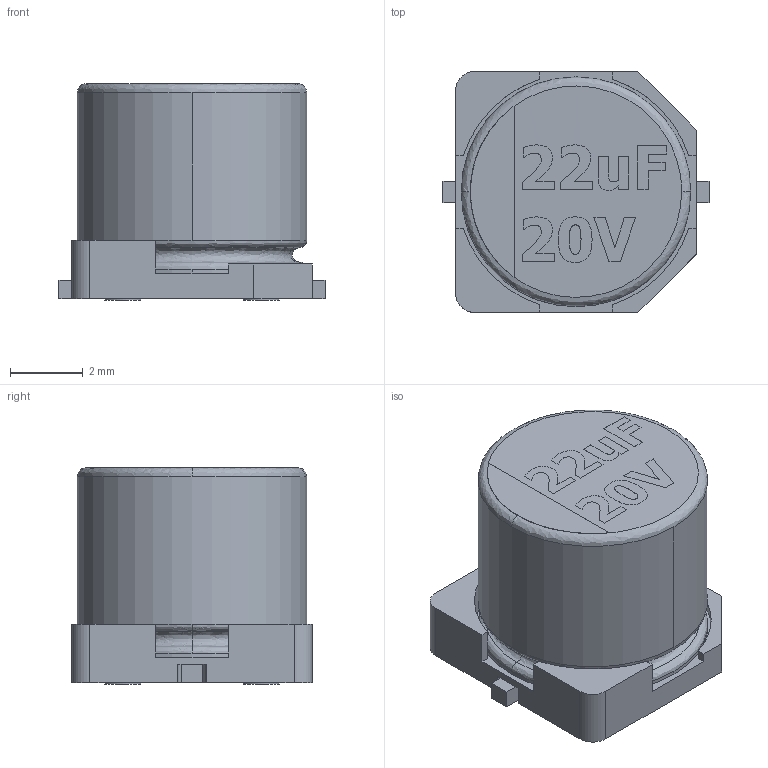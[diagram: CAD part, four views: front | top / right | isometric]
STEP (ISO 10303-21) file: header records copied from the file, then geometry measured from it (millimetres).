
FILE_DESCRIPTION (( 'STEP AP214' ), '1' );
FILE_NAME ('User Library-SMD Polymer Aluminum Electrolytic Capacitors C6 22uF 20V.STEP', '2020-08-07T04:52:34', ( '' ), ( '' ), 'SwSTEP 2.0', 'SolidWorks 2020', '' );
FILE_SCHEMA (( 'AUTOMOTIVE_DESIGN' ));
Length unit declared in the file: millimetre
Products named in the file (1): User Library-SMD Polymer Aluminum Electrolytic Capacitors C6 22uF 20V
Bounding box: 7.3 x 6.6 x 5.95 mm (x, y, z)
Volume: 191.9 mm3; surface area: 239.4 mm2
Topology: 1 solids, 1 shells, 177 faces, 460 edges, 298 vertices
Faces by surface type: plane 100, bspline 52, cylinder 25
Entity records: 7676 total; most frequent: CARTESIAN_POINT 1634, ORIENTED_EDGE 920, DIRECTION 699, EDGE_CURVE 460, VERTEX_POINT 298, LINE 293, VECTOR 293, AXIS2_PLACEMENT_3D 203
